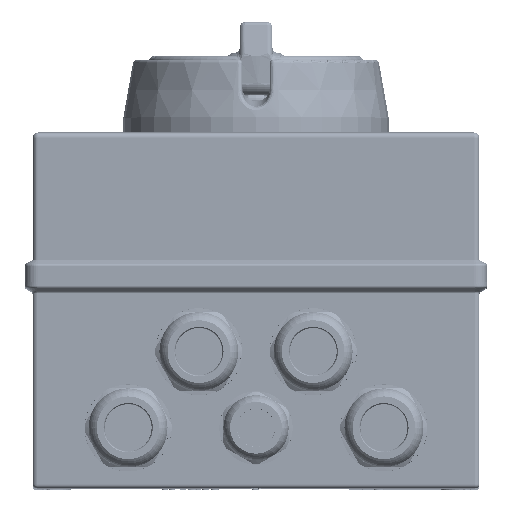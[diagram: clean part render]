
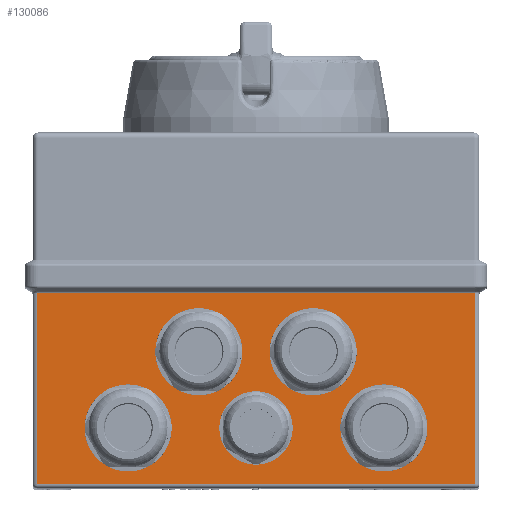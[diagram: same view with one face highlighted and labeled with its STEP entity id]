
A CAD part, top view. The second image highlights one B-rep face of the part: STEP entity #130086.
In plain terms, the highlighted face is planar.
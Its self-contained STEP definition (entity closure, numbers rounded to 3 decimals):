
#1716 = AXIS2_PLACEMENT_3D ( 'NONE', #8186, #8190, #8191 ) ;
#8178 = FACE_BOUND ( 'NONE', #31129, .T. ) ;
#8181 = FACE_BOUND ( 'NONE', #31124, .T. ) ;
#8182 = FACE_BOUND ( 'NONE', #31162, .T. ) ;
#8183 = FACE_OUTER_BOUND ( 'NONE', #31157, .T. ) ;
#8185 = FACE_BOUND ( 'NONE', #31135, .T. ) ;
#8186 = CARTESIAN_POINT ( 'NONE',  ( -110.6, -75.8, -82.1 ) ) ;
#8187 = FACE_BOUND ( 'NONE', #31151, .T. ) ;
#8189 = PLANE ( 'NONE',  #1716 ) ;
#8190 = DIRECTION ( 'NONE',  ( -1., 0., 0. ) ) ;
#8191 = DIRECTION ( 'NONE',  ( 0., 0., 1. ) ) ;
#31124 = EDGE_LOOP ( 'NONE', ( #108825, #108828 ) ) ;
#31129 = EDGE_LOOP ( 'NONE', ( #108807, #108810 ) ) ;
#31135 = EDGE_LOOP ( 'NONE', ( #108813, #108816 ) ) ;
#31151 = EDGE_LOOP ( 'NONE', ( #108819, #108822 ) ) ;
#31157 = EDGE_LOOP ( 'NONE', ( #108831, #108834, #108837, #108840 ) ) ;
#31162 = EDGE_LOOP ( 'NONE', ( #108801, #108804 ) ) ;
#43875 = CIRCLE ( 'NONE', #43912, 10. ) ;
#43912 = AXIS2_PLACEMENT_3D ( 'NONE', #175730, #175732, #175734 ) ;
#43922 = CIRCLE ( 'NONE', #43930, 12.5 ) ;
#43925 = CIRCLE ( 'NONE', #43960, 12.5 ) ;
#43930 = AXIS2_PLACEMENT_3D ( 'NONE', #175752, #175754, #175756 ) ;
#43938 = CIRCLE ( 'NONE', #43947, 12.5 ) ;
#43947 = AXIS2_PLACEMENT_3D ( 'NONE', #175774, #175776, #175778 ) ;
#43956 = VECTOR ( 'NONE', #175905, 1000. ) ;
#43960 = AXIS2_PLACEMENT_3D ( 'NONE', #175828, #175830, #175832 ) ;
#43969 = CIRCLE ( 'NONE', #43976, 12.5 ) ;
#43976 = AXIS2_PLACEMENT_3D ( 'NONE', #175850, #175852, #175854 ) ;
#43993 = VECTOR ( 'NONE', #175925, 1000. ) ;
#43997 = VECTOR ( 'NONE', #175978, 1000. ) ;
#44013 = VECTOR ( 'NONE', #175999, 1000. ) ;
#64964 = VERTEX_POINT ( 'NONE', #180639 ) ;
#64969 = VERTEX_POINT ( 'NONE', #180654 ) ;
#64982 = VERTEX_POINT ( 'NONE', #180680 ) ;
#64986 = VERTEX_POINT ( 'NONE', #180692 ) ;
#64998 = VERTEX_POINT ( 'NONE', #180719 ) ;
#65003 = VERTEX_POINT ( 'NONE', #180728 ) ;
#65015 = VERTEX_POINT ( 'NONE', #180755 ) ;
#65020 = VERTEX_POINT ( 'NONE', #180767 ) ;
#65034 = VERTEX_POINT ( 'NONE', #180794 ) ;
#65039 = VERTEX_POINT ( 'NONE', #180803 ) ;
#69282 = VERTEX_POINT ( 'NONE', #110345 ) ;
#69287 = VERTEX_POINT ( 'NONE', #110353 ) ;
#69316 = VERTEX_POINT ( 'NONE', #110376 ) ;
#69320 = VERTEX_POINT ( 'NONE', #110380 ) ;
#108801 = ORIENTED_EDGE ( 'NONE', *, *, #119614, .F. ) ;
#108804 = ORIENTED_EDGE ( 'NONE', *, *, #155669, .F. ) ;
#108807 = ORIENTED_EDGE ( 'NONE', *, *, #119619, .F. ) ;
#108810 = ORIENTED_EDGE ( 'NONE', *, *, #155683, .F. ) ;
#108813 = ORIENTED_EDGE ( 'NONE', *, *, #119624, .F. ) ;
#108816 = ORIENTED_EDGE ( 'NONE', *, *, #155700, .F. ) ;
#108819 = ORIENTED_EDGE ( 'NONE', *, *, #119629, .F. ) ;
#108822 = ORIENTED_EDGE ( 'NONE', *, *, #155716, .F. ) ;
#108825 = ORIENTED_EDGE ( 'NONE', *, *, #119634, .F. ) ;
#108828 = ORIENTED_EDGE ( 'NONE', *, *, #155731, .F. ) ;
#108831 = ORIENTED_EDGE ( 'NONE', *, *, #119640, .T. ) ;
#108834 = ORIENTED_EDGE ( 'NONE', *, *, #119645, .T. ) ;
#108837 = ORIENTED_EDGE ( 'NONE', *, *, #119650, .T. ) ;
#108840 = ORIENTED_EDGE ( 'NONE', *, *, #119657, .T. ) ;
#110345 = CARTESIAN_POINT ( 'NONE',  ( -110.6, -74.3, -80.3 ) ) ;
#110353 = CARTESIAN_POINT ( 'NONE',  ( -110.6, -4.166, -80.3 ) ) ;
#110376 = CARTESIAN_POINT ( 'NONE',  ( -110.6, -74.3, 80.3 ) ) ;
#110380 = CARTESIAN_POINT ( 'NONE',  ( -110.6, -4.166, 80.3 ) ) ;
#119614 = EDGE_CURVE ( 'NONE', #64969, #64964, #43875, .T. ) ;
#119619 = EDGE_CURVE ( 'NONE', #64986, #64982, #43922, .T. ) ;
#119624 = EDGE_CURVE ( 'NONE', #65003, #64998, #43938, .T. ) ;
#119629 = EDGE_CURVE ( 'NONE', #65020, #65015, #43925, .T. ) ;
#119634 = EDGE_CURVE ( 'NONE', #65039, #65034, #43969, .T. ) ;
#119640 = EDGE_CURVE ( 'NONE', #69287, #69282, #175899, .T. ) ;
#119645 = EDGE_CURVE ( 'NONE', #69282, #69316, #175920, .T. ) ;
#119650 = EDGE_CURVE ( 'NONE', #69316, #69320, #175973, .T. ) ;
#119657 = EDGE_CURVE ( 'NONE', #69320, #69287, #175994, .T. ) ;
#130086 = ADVANCED_FACE ( 'NONE', ( #8182, #8178, #8185, #8187, #8181, #8183 ), #8189, .T. ) ;
#155669 = EDGE_CURVE ( 'NONE', #64964, #64969, #248731, .T. ) ;
#155683 = EDGE_CURVE ( 'NONE', #64982, #64986, #248753, .T. ) ;
#155700 = EDGE_CURVE ( 'NONE', #64998, #65003, #248772, .T. ) ;
#155716 = EDGE_CURVE ( 'NONE', #65015, #65020, #248790, .T. ) ;
#155731 = EDGE_CURVE ( 'NONE', #65034, #65039, #248810, .T. ) ;
#175730 = CARTESIAN_POINT ( 'NONE',  ( -110.6, -53.58, 0. ) ) ;
#175732 = DIRECTION ( 'NONE',  ( -1., 0., 0. ) ) ;
#175734 = DIRECTION ( 'NONE',  ( 0., 0., 1. ) ) ;
#175752 = CARTESIAN_POINT ( 'NONE',  ( -110.6, -53.58, 47. ) ) ;
#175754 = DIRECTION ( 'NONE',  ( -1., 0., 0. ) ) ;
#175756 = DIRECTION ( 'NONE',  ( 0., 0., 1. ) ) ;
#175774 = CARTESIAN_POINT ( 'NONE',  ( -110.6, -53.58, -47. ) ) ;
#175776 = DIRECTION ( 'NONE',  ( -1., 0., 0. ) ) ;
#175778 = DIRECTION ( 'NONE',  ( 0., 0., 1. ) ) ;
#175828 = CARTESIAN_POINT ( 'NONE',  ( -110.6, -25.58, 21. ) ) ;
#175830 = DIRECTION ( 'NONE',  ( -1., 0., 0. ) ) ;
#175832 = DIRECTION ( 'NONE',  ( 0., 0., 1. ) ) ;
#175850 = CARTESIAN_POINT ( 'NONE',  ( -110.6, -25.58, -21. ) ) ;
#175852 = DIRECTION ( 'NONE',  ( -1., 0., 0. ) ) ;
#175854 = DIRECTION ( 'NONE',  ( 0., 0., 1. ) ) ;
#175899 = LINE ( 'NONE', #175903, #43956 ) ;
#175903 = CARTESIAN_POINT ( 'NONE',  ( -110.6, -75.8, -80.3 ) ) ;
#175905 = DIRECTION ( 'NONE',  ( 0., -1., 0. ) ) ;
#175920 = LINE ( 'NONE', #175923, #43993 ) ;
#175923 = CARTESIAN_POINT ( 'NONE',  ( -110.6, -74.3, 80.3 ) ) ;
#175925 = DIRECTION ( 'NONE',  ( 0., 0., 1. ) ) ;
#175973 = LINE ( 'NONE', #175976, #43997 ) ;
#175976 = CARTESIAN_POINT ( 'NONE',  ( -110.6, -75.8, 80.3 ) ) ;
#175978 = DIRECTION ( 'NONE',  ( 0., 1., 0. ) ) ;
#175994 = LINE ( 'NONE', #175997, #44013 ) ;
#175997 = CARTESIAN_POINT ( 'NONE',  ( -110.6, -4.166, -82.1 ) ) ;
#175999 = DIRECTION ( 'NONE',  ( 0., 0., -1. ) ) ;
#180639 = CARTESIAN_POINT ( 'NONE',  ( -110.6, -53.58, -10. ) ) ;
#180654 = CARTESIAN_POINT ( 'NONE',  ( -110.6, -53.58, 10. ) ) ;
#180680 = CARTESIAN_POINT ( 'NONE',  ( -110.6, -53.58, 34.5 ) ) ;
#180692 = CARTESIAN_POINT ( 'NONE',  ( -110.6, -53.58, 59.5 ) ) ;
#180719 = CARTESIAN_POINT ( 'NONE',  ( -110.6, -53.58, -59.5 ) ) ;
#180728 = CARTESIAN_POINT ( 'NONE',  ( -110.6, -53.58, -34.5 ) ) ;
#180755 = CARTESIAN_POINT ( 'NONE',  ( -110.6, -25.58, 8.5 ) ) ;
#180767 = CARTESIAN_POINT ( 'NONE',  ( -110.6, -25.58, 33.5 ) ) ;
#180794 = CARTESIAN_POINT ( 'NONE',  ( -110.6, -25.58, -33.5 ) ) ;
#180803 = CARTESIAN_POINT ( 'NONE',  ( -110.6, -25.58, -8.5 ) ) ;
#211218 = CARTESIAN_POINT ( 'NONE',  ( -110.6, -53.58, 0. ) ) ;
#211219 = DIRECTION ( 'NONE',  ( -1., 0., 0. ) ) ;
#211220 = DIRECTION ( 'NONE',  ( 0., 0., 1. ) ) ;
#211229 = CARTESIAN_POINT ( 'NONE',  ( -110.6, -53.58, 47. ) ) ;
#211230 = DIRECTION ( 'NONE',  ( -1., 0., 0. ) ) ;
#211231 = DIRECTION ( 'NONE',  ( 0., 0., 1. ) ) ;
#211242 = CARTESIAN_POINT ( 'NONE',  ( -110.6, -53.58, -47. ) ) ;
#211243 = DIRECTION ( 'NONE',  ( -1., 0., 0. ) ) ;
#211244 = DIRECTION ( 'NONE',  ( 0., 0., 1. ) ) ;
#211254 = CARTESIAN_POINT ( 'NONE',  ( -110.6, -25.58, 21. ) ) ;
#211255 = DIRECTION ( 'NONE',  ( -1., 0., 0. ) ) ;
#211256 = DIRECTION ( 'NONE',  ( 0., 0., 1. ) ) ;
#211266 = CARTESIAN_POINT ( 'NONE',  ( -110.6, -25.58, -21. ) ) ;
#211267 = DIRECTION ( 'NONE',  ( -1., 0., 0. ) ) ;
#211268 = DIRECTION ( 'NONE',  ( 0., 0., 1. ) ) ;
#248731 = CIRCLE ( 'NONE', #248740, 10. ) ;
#248740 = AXIS2_PLACEMENT_3D ( 'NONE', #211218, #211219, #211220 ) ;
#248753 = CIRCLE ( 'NONE', #248760, 12.5 ) ;
#248760 = AXIS2_PLACEMENT_3D ( 'NONE', #211229, #211230, #211231 ) ;
#248772 = CIRCLE ( 'NONE', #248777, 12.5 ) ;
#248777 = AXIS2_PLACEMENT_3D ( 'NONE', #211242, #211243, #211244 ) ;
#248790 = CIRCLE ( 'NONE', #248797, 12.5 ) ;
#248797 = AXIS2_PLACEMENT_3D ( 'NONE', #211254, #211255, #211256 ) ;
#248810 = CIRCLE ( 'NONE', #248817, 12.5 ) ;
#248817 = AXIS2_PLACEMENT_3D ( 'NONE', #211266, #211267, #211268 ) ;
